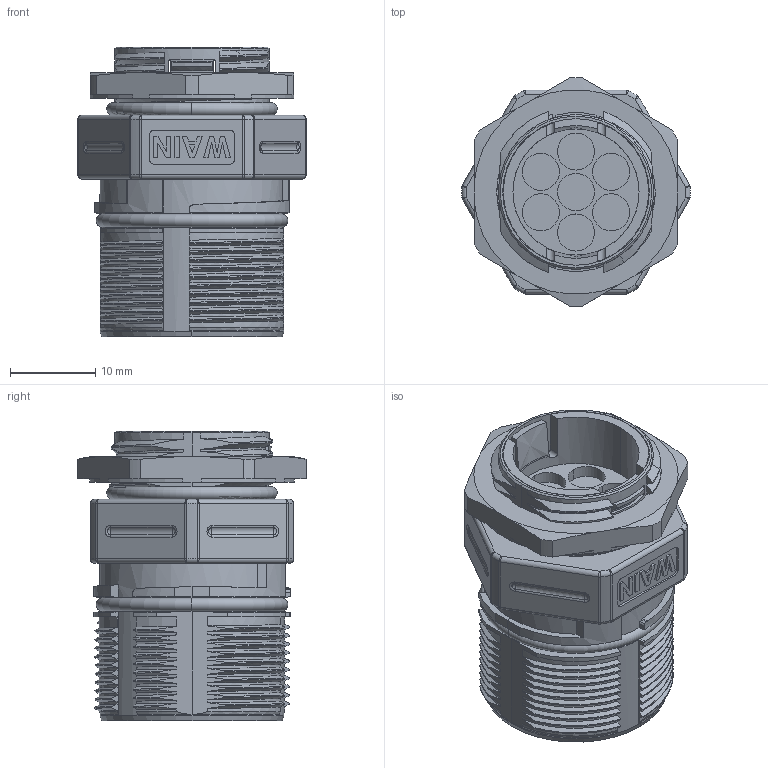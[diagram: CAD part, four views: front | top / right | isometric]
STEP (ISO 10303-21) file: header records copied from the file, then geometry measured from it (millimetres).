
FILE_DESCRIPTION((''),'2;1');
FILE_NAME('123456_2','2023-12-15T',('13531'),(''),'PRO/ENGINEER BY PARAMETRIC TECHNOLOGY CORPORATION, 2012480','PRO/ENGINEER BY PARAMETRIC TECHNOLOGY CORPORATION, 2012480','');
FILE_SCHEMA(('CONFIG_CONTROL_DESIGN'));
Length unit declared in the file: millimetre
Products named in the file (1): 123456_2
Bounding box: 26.8 x 26.8 x 34 mm (x, y, z)
Volume: 9639.3 mm3; surface area: 8189.7 mm2
Topology: 1 solids, 2 shells, 796 faces, 2319 edges, 1523 vertices
Faces by surface type: cylinder 240, plane 197, bspline 175, cone 84, torus 42, sphere 32, extrusion 26
Entity records: 42025 total; most frequent: CARTESIAN_POINT 14828, ORIENTED_EDGE 4590, DIRECTION 3256, PRESENTATION_STYLE_ASSIGNMENT 2429, STYLED_ITEM 2296, CURVE_STYLE 2295, EDGE_CURVE 2295, VERTEX_POINT 1523
